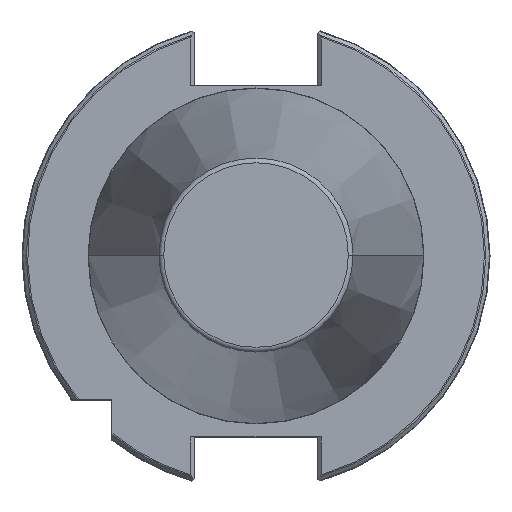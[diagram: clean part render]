
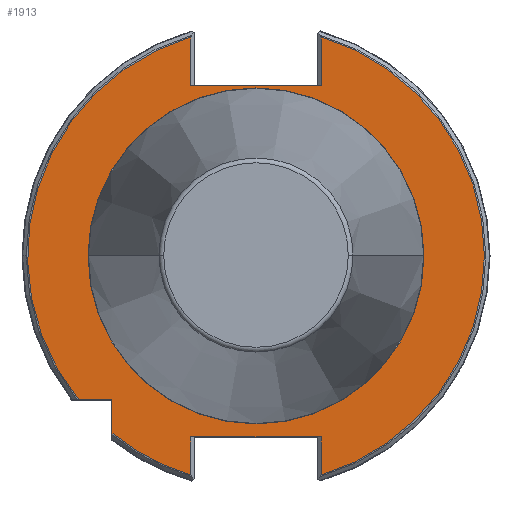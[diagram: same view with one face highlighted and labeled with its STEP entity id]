
A CAD part, top view. The second image highlights one B-rep face of the part: STEP entity #1913.
In plain terms, the highlighted planar face has unit normal (0, 0, 1).
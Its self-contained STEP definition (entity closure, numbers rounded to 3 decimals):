
#10 = CARTESIAN_POINT ( 'NONE',  ( 0., 0., -3.2 ) ) ;
#36 = AXIS2_PLACEMENT_3D ( 'NONE', #2478, #895, #2728 ) ;
#38 = VECTOR ( 'NONE', #2847, 1000. ) ;
#96 = EDGE_CURVE ( 'NONE', #1220, #3239, #216, .T. ) ;
#110 = LINE ( 'NONE', #2312, #1496 ) ;
#169 = VERTEX_POINT ( 'NONE', #2292 ) ;
#204 = DIRECTION ( 'NONE',  ( 1., 0., 0. ) ) ;
#212 = VERTEX_POINT ( 'NONE', #2204 ) ;
#216 = CIRCLE ( 'NONE', #1644, 47.584 ) ;
#221 = VERTEX_POINT ( 'NONE', #2000 ) ;
#246 = ORIENTED_EDGE ( 'NONE', *, *, #2042, .F. ) ;
#318 = CARTESIAN_POINT ( 'NONE',  ( -13.55, 0., -3.2 ) ) ;
#348 = DIRECTION ( 'NONE',  ( 0., 0., 1. ) ) ;
#352 = EDGE_CURVE ( 'NONE', #2215, #169, #1390, .T. ) ;
#379 = FACE_OUTER_BOUND ( 'NONE', #2254, .T. ) ;
#418 = CARTESIAN_POINT ( 'NONE',  ( 35., 0., -3.2 ) ) ;
#428 = CARTESIAN_POINT ( 'NONE',  ( -36.936, -30., -3.2 ) ) ;
#474 = CIRCLE ( 'NONE', #36, 35. ) ;
#480 = FACE_BOUND ( 'NONE', #2724, .T. ) ;
#539 = CARTESIAN_POINT ( 'NONE',  ( 13.55, -45.816, -3.2 ) ) ;
#544 = ORIENTED_EDGE ( 'NONE', *, *, #2344, .T. ) ;
#618 = DIRECTION ( 'NONE',  ( 0., 1., 0. ) ) ;
#661 = VECTOR ( 'NONE', #1196, 1000. ) ;
#689 = CARTESIAN_POINT ( 'NONE',  ( 0., 0., -3.2 ) ) ;
#719 = DIRECTION ( 'NONE',  ( 0., 1., 0. ) ) ;
#727 = EDGE_CURVE ( 'NONE', #1577, #2215, #784, .T. ) ;
#739 = CARTESIAN_POINT ( 'NONE',  ( 13.55, 45.614, -3.2 ) ) ;
#746 = EDGE_CURVE ( 'NONE', #212, #221, #2782, .T. ) ;
#767 = CARTESIAN_POINT ( 'NONE',  ( 0., 0., -3.2 ) ) ;
#784 = LINE ( 'NONE', #2890, #38 ) ;
#865 = VECTOR ( 'NONE', #3254, 1000. ) ;
#895 = DIRECTION ( 'NONE',  ( 0., 0., 1. ) ) ;
#908 = VECTOR ( 'NONE', #2373, 1000. ) ;
#1023 = CARTESIAN_POINT ( 'NONE',  ( -13.55, 45.614, -3.2 ) ) ;
#1043 = CIRCLE ( 'NONE', #1562, 47.584 ) ;
#1102 = DIRECTION ( 'NONE',  ( -1., 0., 0. ) ) ;
#1104 = EDGE_CURVE ( 'NONE', #221, #1577, #1043, .T. ) ;
#1135 = DIRECTION ( 'NONE',  ( 0., 0., 1. ) ) ;
#1149 = EDGE_CURVE ( 'NONE', #1909, #2105, #1584, .T. ) ;
#1196 = DIRECTION ( 'NONE',  ( -1., 0., 0. ) ) ;
#1202 = DIRECTION ( 'NONE',  ( 0., 0., 1. ) ) ;
#1220 = VERTEX_POINT ( 'NONE', #2593 ) ;
#1221 = CARTESIAN_POINT ( 'NONE',  ( 0., 35.5, -3.2 ) ) ;
#1239 = CARTESIAN_POINT ( 'NONE',  ( 0., 0., -3.2 ) ) ;
#1317 = ORIENTED_EDGE ( 'NONE', *, *, #746, .T. ) ;
#1353 = ORIENTED_EDGE ( 'NONE', *, *, #2565, .F. ) ;
#1390 = LINE ( 'NONE', #1221, #661 ) ;
#1412 = EDGE_CURVE ( 'NONE', #1635, #2750, #2323, .T. ) ;
#1449 = DIRECTION ( 'NONE',  ( 1., 0., 0. ) ) ;
#1464 = EDGE_CURVE ( 'NONE', #2105, #212, #1542, .T. ) ;
#1496 = VECTOR ( 'NONE', #719, 1000. ) ;
#1528 = ORIENTED_EDGE ( 'NONE', *, *, #352, .T. ) ;
#1538 = AXIS2_PLACEMENT_3D ( 'NONE', #10, #1135, #2932 ) ;
#1542 = LINE ( 'NONE', #539, #2812 ) ;
#1553 = ORIENTED_EDGE ( 'NONE', *, *, #1149, .T. ) ;
#1562 = AXIS2_PLACEMENT_3D ( 'NONE', #1239, #1202, #1977 ) ;
#1577 = VERTEX_POINT ( 'NONE', #739 ) ;
#1584 = LINE ( 'NONE', #3298, #865 ) ;
#1617 = VECTOR ( 'NONE', #1102, 1000. ) ;
#1635 = VERTEX_POINT ( 'NONE', #1023 ) ;
#1644 = AXIS2_PLACEMENT_3D ( 'NONE', #689, #3046, #204 ) ;
#1664 = AXIS2_PLACEMENT_3D ( 'NONE', #767, #2107, #1449 ) ;
#1678 = DIRECTION ( 'NONE',  ( 0., -1., 0. ) ) ;
#1696 = LINE ( 'NONE', #1901, #1617 ) ;
#1719 = ORIENTED_EDGE ( 'NONE', *, *, #1988, .T. ) ;
#1724 = CARTESIAN_POINT ( 'NONE',  ( -35., 0., -3.2 ) ) ;
#1791 = CARTESIAN_POINT ( 'NONE',  ( -30., -30., -3.2 ) ) ;
#1833 = ORIENTED_EDGE ( 'NONE', *, *, #727, .T. ) ;
#1901 = CARTESIAN_POINT ( 'NONE',  ( -30., -30., -3.2 ) ) ;
#1909 = VERTEX_POINT ( 'NONE', #2683 ) ;
#1913 = ADVANCED_FACE ( 'NONE', ( #379, #480 ), #2693, .T. ) ;
#1977 = DIRECTION ( 'NONE',  ( 1., 0., 0. ) ) ;
#1978 = CARTESIAN_POINT ( 'NONE',  ( 0., 0., -3.2 ) ) ;
#1988 = EDGE_CURVE ( 'NONE', #3239, #1909, #3016, .T. ) ;
#2000 = CARTESIAN_POINT ( 'NONE',  ( 47.584, 0., -3.2 ) ) ;
#2042 = EDGE_CURVE ( 'NONE', #3248, #2172, #2939, .T. ) ;
#2047 = ORIENTED_EDGE ( 'NONE', *, *, #1412, .T. ) ;
#2052 = ORIENTED_EDGE ( 'NONE', *, *, #3384, .T. ) ;
#2105 = VERTEX_POINT ( 'NONE', #2263 ) ;
#2107 = DIRECTION ( 'NONE',  ( 0., 0., 1. ) ) ;
#2117 = CARTESIAN_POINT ( 'NONE',  ( -30., -30., -3.2 ) ) ;
#2172 = VERTEX_POINT ( 'NONE', #418 ) ;
#2204 = CARTESIAN_POINT ( 'NONE',  ( 13.55, -45.614, -3.2 ) ) ;
#2215 = VERTEX_POINT ( 'NONE', #3044 ) ;
#2240 = DIRECTION ( 'NONE',  ( 1., 0., 0. ) ) ;
#2245 = CARTESIAN_POINT ( 'NONE',  ( -13.55, -45.614, -3.2 ) ) ;
#2254 = EDGE_LOOP ( 'NONE', ( #544, #3127, #1719, #1553, #2816, #1317, #2757, #1833, #1528, #2052, #2047, #3159 ) ) ;
#2263 = CARTESIAN_POINT ( 'NONE',  ( 13.55, -37.7, -3.2 ) ) ;
#2292 = CARTESIAN_POINT ( 'NONE',  ( -13.55, 35.5, -3.2 ) ) ;
#2312 = CARTESIAN_POINT ( 'NONE',  ( -13.55, 45.816, -3.2 ) ) ;
#2323 = CIRCLE ( 'NONE', #1664, 47.584 ) ;
#2324 = LINE ( 'NONE', #2117, #908 ) ;
#2344 = EDGE_CURVE ( 'NONE', #3397, #1220, #2324, .T. ) ;
#2363 = VECTOR ( 'NONE', #618, 1000. ) ;
#2373 = DIRECTION ( 'NONE',  ( 0., -1., 0. ) ) ;
#2412 = AXIS2_PLACEMENT_3D ( 'NONE', #1978, #348, #2240 ) ;
#2478 = CARTESIAN_POINT ( 'NONE',  ( 0., 0., -3.2 ) ) ;
#2565 = EDGE_CURVE ( 'NONE', #2172, #3248, #474, .T. ) ;
#2593 = CARTESIAN_POINT ( 'NONE',  ( -30., -36.936, -3.2 ) ) ;
#2656 = DIRECTION ( 'NONE',  ( 1., 0., 0. ) ) ;
#2683 = CARTESIAN_POINT ( 'NONE',  ( -13.55, -37.7, -3.2 ) ) ;
#2693 = PLANE ( 'NONE',  #1538 ) ;
#2705 = DIRECTION ( 'NONE',  ( 0., 0., 1. ) ) ;
#2724 = EDGE_LOOP ( 'NONE', ( #1353, #246 ) ) ;
#2728 = DIRECTION ( 'NONE',  ( 1., 0., 0. ) ) ;
#2731 = CARTESIAN_POINT ( 'NONE',  ( 0., 0., -3.2 ) ) ;
#2750 = VERTEX_POINT ( 'NONE', #428 ) ;
#2757 = ORIENTED_EDGE ( 'NONE', *, *, #1104, .T. ) ;
#2782 = CIRCLE ( 'NONE', #3371, 47.584 ) ;
#2812 = VECTOR ( 'NONE', #1678, 1000. ) ;
#2816 = ORIENTED_EDGE ( 'NONE', *, *, #1464, .T. ) ;
#2847 = DIRECTION ( 'NONE',  ( 0., -1., 0. ) ) ;
#2890 = CARTESIAN_POINT ( 'NONE',  ( 13.55, 0., -3.2 ) ) ;
#2932 = DIRECTION ( 'NONE',  ( 1., 0., 0. ) ) ;
#2939 = CIRCLE ( 'NONE', #2412, 35. ) ;
#3016 = LINE ( 'NONE', #318, #2363 ) ;
#3044 = CARTESIAN_POINT ( 'NONE',  ( 13.55, 35.5, -3.2 ) ) ;
#3046 = DIRECTION ( 'NONE',  ( 0., 0., 1. ) ) ;
#3057 = EDGE_CURVE ( 'NONE', #3397, #2750, #1696, .T. ) ;
#3127 = ORIENTED_EDGE ( 'NONE', *, *, #96, .T. ) ;
#3159 = ORIENTED_EDGE ( 'NONE', *, *, #3057, .F. ) ;
#3239 = VERTEX_POINT ( 'NONE', #2245 ) ;
#3248 = VERTEX_POINT ( 'NONE', #1724 ) ;
#3254 = DIRECTION ( 'NONE',  ( 1., 0., 0. ) ) ;
#3298 = CARTESIAN_POINT ( 'NONE',  ( 0., -37.7, -3.2 ) ) ;
#3371 = AXIS2_PLACEMENT_3D ( 'NONE', #2731, #2705, #2656 ) ;
#3384 = EDGE_CURVE ( 'NONE', #169, #1635, #110, .T. ) ;
#3397 = VERTEX_POINT ( 'NONE', #1791 ) ;
